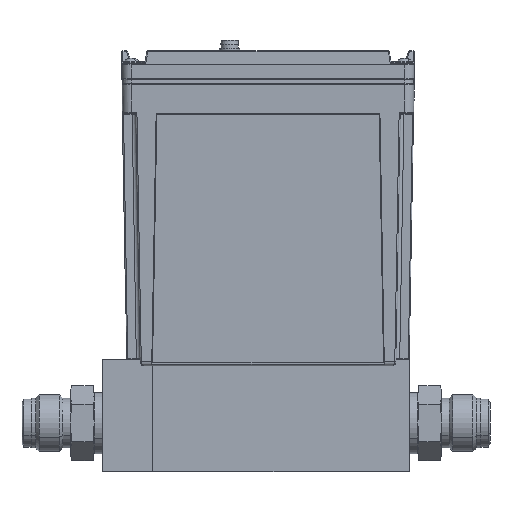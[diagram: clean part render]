
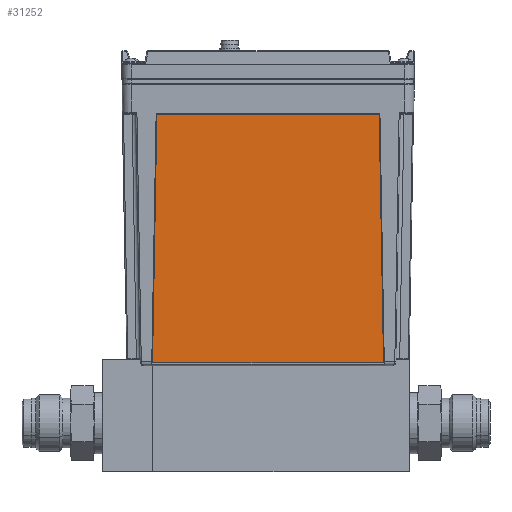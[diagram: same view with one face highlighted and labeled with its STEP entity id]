
A CAD part, top view. The second image highlights one B-rep face of the part: STEP entity #31252.
In plain terms, the highlighted planar face has unit normal (0, -0.018, 1).
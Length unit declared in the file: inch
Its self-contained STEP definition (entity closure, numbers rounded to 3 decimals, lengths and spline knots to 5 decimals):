
#528 = CIRCLE ( 'NONE', #16972, 0.02 ) ;
#787 = DIRECTION ( 'NONE',  ( 0., -0.017, 1. ) ) ;
#2021 = DIRECTION ( 'NONE',  ( 0., -0.017, 1. ) ) ;
#2286 = VERTEX_POINT ( 'NONE', #17484 ) ;
#3317 = CARTESIAN_POINT ( 'NONE',  ( 0.79014, 0.82988, 0.96339 ) ) ;
#3394 = DIRECTION ( 'NONE',  ( 1., 0., 0. ) ) ;
#4071 = CARTESIAN_POINT ( 'NONE',  ( -2.69684, 4.6193, 1.02953 ) ) ;
#5535 = DIRECTION ( 'NONE',  ( -0.017, 1., 0.017 ) ) ;
#6187 = VERTEX_POINT ( 'NONE', #4071 ) ;
#6452 = CARTESIAN_POINT ( 'NONE',  ( 0.7905, 0.80953, 0.96303 ) ) ;
#7286 = ORIENTED_EDGE ( 'NONE', *, *, #24965, .T. ) ;
#7979 = ORIENTED_EDGE ( 'NONE', *, *, #24545, .T. ) ;
#8229 = ORIENTED_EDGE ( 'NONE', *, *, #26498, .T. ) ;
#8302 = ORIENTED_EDGE ( 'NONE', *, *, #26292, .T. ) ;
#8381 = DIRECTION ( 'NONE',  ( 0., -0.017, 1. ) ) ;
#8404 = LINE ( 'NONE', #6452, #44945 ) ;
#8602 = ORIENTED_EDGE ( 'NONE', *, *, #25434, .T. ) ;
#8782 = ORIENTED_EDGE ( 'NONE', *, *, #26223, .T. ) ;
#9140 = ORIENTED_EDGE ( 'NONE', *, *, #26025, .T. ) ;
#9436 = ORIENTED_EDGE ( 'NONE', *, *, #26367, .T. ) ;
#9589 = DIRECTION ( 'NONE',  ( -1., 0., 0. ) ) ;
#11876 = CARTESIAN_POINT ( 'NONE',  ( 0.70385, 4.61895, 1.02953 ) ) ;
#12298 = CARTESIAN_POINT ( 'NONE',  ( 0.72384, 4.6193, 1.02953 ) ) ;
#13629 = FACE_OUTER_BOUND ( 'NONE', #32350, .T. ) ;
#13925 = VERTEX_POINT ( 'NONE', #24373 ) ;
#14896 = CARTESIAN_POINT ( 'NONE',  ( -2.67685, 4.63895, 1.02987 ) ) ;
#15492 = DIRECTION ( 'NONE',  ( 1., 0., 0. ) ) ;
#15495 = LINE ( 'NONE', #38037, #39318 ) ;
#16972 = AXIS2_PLACEMENT_3D ( 'NONE', #11876, #36794, #15492 ) ;
#17096 = CARTESIAN_POINT ( 'NONE',  ( -2.7635, 0.80953, 0.96303 ) ) ;
#17484 = CARTESIAN_POINT ( 'NONE',  ( -2.74315, 0.80953, 0.96303 ) ) ;
#20040 = VERTEX_POINT ( 'NONE', #14896 ) ;
#20478 = CIRCLE ( 'NONE', #20868, 0.02 ) ;
#20868 = AXIS2_PLACEMENT_3D ( 'NONE', #45735, #24627, #3394 ) ;
#22018 = CARTESIAN_POINT ( 'NONE',  ( 0.77015, 0.82953, 0.96338 ) ) ;
#23259 = CARTESIAN_POINT ( 'NONE',  ( -2.67685, 4.61895, 1.02953 ) ) ;
#24373 = CARTESIAN_POINT ( 'NONE',  ( 0.77015, 0.80953, 0.96303 ) ) ;
#24545 = EDGE_CURVE ( 'NONE', #6187, #25175, #15495, .T. ) ;
#24627 = DIRECTION ( 'NONE',  ( 0., -0.017, 1. ) ) ;
#24965 = EDGE_CURVE ( 'NONE', #34157, #20040, #29568, .T. ) ;
#25175 = VERTEX_POINT ( 'NONE', #35667 ) ;
#25434 = EDGE_CURVE ( 'NONE', #45048, #35097, #8404, .T. ) ;
#25584 = DIRECTION ( 'NONE',  ( 1., 0., 0. ) ) ;
#26025 = EDGE_CURVE ( 'NONE', #2286, #13925, #31068, .T. ) ;
#26223 = EDGE_CURVE ( 'NONE', #13925, #45048, #33256, .T. ) ;
#26292 = EDGE_CURVE ( 'NONE', #35097, #34157, #528, .T. ) ;
#26367 = EDGE_CURVE ( 'NONE', #20040, #6187, #40947, .T. ) ;
#26498 = EDGE_CURVE ( 'NONE', #25175, #2286, #20478, .T. ) ;
#26801 = DIRECTION ( 'NONE',  ( 1., 0., 0. ) ) ;
#27268 = CARTESIAN_POINT ( 'NONE',  ( 0.7235, 4.63895, 1.02987 ) ) ;
#29458 = PLANE ( 'NONE',  #39776 ) ;
#29568 = LINE ( 'NONE', #27268, #37945 ) ;
#29603 = CARTESIAN_POINT ( 'NONE',  ( -0.9865, 4.63895, 1.02987 ) ) ;
#31068 = LINE ( 'NONE', #17096, #45400 ) ;
#31252 = ADVANCED_FACE ( 'NONE', ( #13629 ), #29458, .T. ) ;
#32350 = EDGE_LOOP ( 'NONE', ( #9140, #8782, #8602, #8302, #7286, #9436, #7979, #8229 ) ) ;
#33209 = DIRECTION ( 'NONE',  ( 1., 0., 0. ) ) ;
#33256 = CIRCLE ( 'NONE', #43892, 0.02 ) ;
#34157 = VERTEX_POINT ( 'NONE', #43972 ) ;
#34334 = DIRECTION ( 'NONE',  ( -0.017, -1., -0.017 ) ) ;
#35097 = VERTEX_POINT ( 'NONE', #12298 ) ;
#35667 = CARTESIAN_POINT ( 'NONE',  ( -2.76314, 0.82988, 0.96339 ) ) ;
#36031 = AXIS2_PLACEMENT_3D ( 'NONE', #23259, #2021, #26801 ) ;
#36794 = DIRECTION ( 'NONE',  ( 0., -0.017, 1. ) ) ;
#37945 = VECTOR ( 'NONE', #9589, 39.37008 ) ;
#38037 = CARTESIAN_POINT ( 'NONE',  ( -2.6965, 4.63895, 1.02987 ) ) ;
#38357 = DIRECTION ( 'NONE',  ( 1., 0., 0. ) ) ;
#39318 = VECTOR ( 'NONE', #34334, 39.37008 ) ;
#39776 = AXIS2_PLACEMENT_3D ( 'NONE', #29603, #8381, #33209 ) ;
#40947 = CIRCLE ( 'NONE', #36031, 0.02 ) ;
#43892 = AXIS2_PLACEMENT_3D ( 'NONE', #22018, #787, #25584 ) ;
#43972 = CARTESIAN_POINT ( 'NONE',  ( 0.70385, 4.63895, 1.02987 ) ) ;
#44945 = VECTOR ( 'NONE', #5535, 39.37008 ) ;
#45048 = VERTEX_POINT ( 'NONE', #3317 ) ;
#45400 = VECTOR ( 'NONE', #38357, 39.37008 ) ;
#45735 = CARTESIAN_POINT ( 'NONE',  ( -2.74315, 0.82953, 0.96338 ) ) ;
